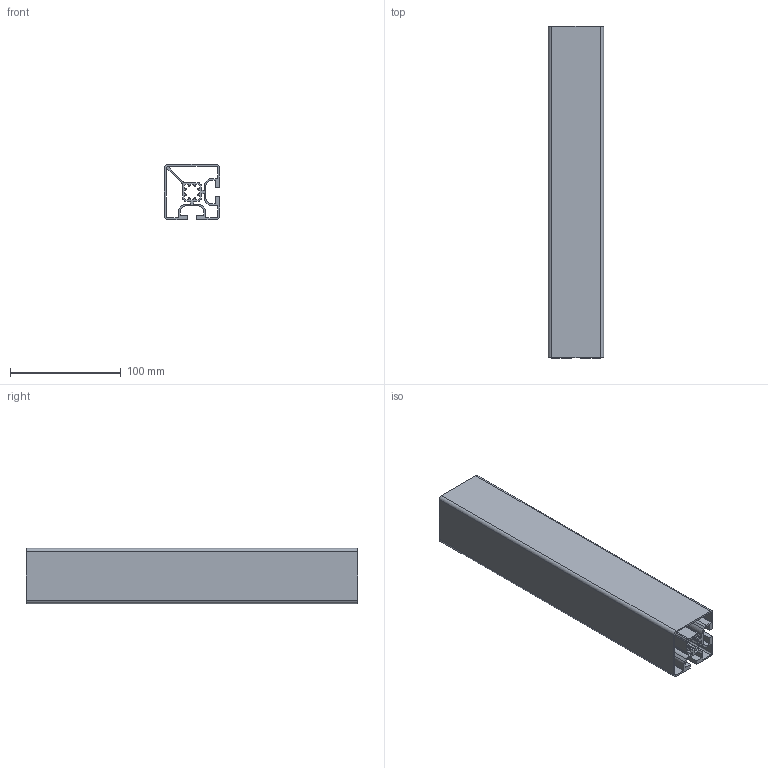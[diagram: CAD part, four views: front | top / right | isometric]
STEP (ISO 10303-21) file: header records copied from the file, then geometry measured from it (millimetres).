
FILE_DESCRIPTION (( 'STEP AP214' ), '1' );
FILE_NAME ('1728142071915.step', '2024-10-05T15:28:14', ( 'Windows User' ), ( '' ), 'SwSTEP 2.0', 'SolidWorks 2011', '' );
FILE_SCHEMA (( 'AUTOMOTIVE_DESIGN' ));
Length unit declared in the file: millimetre
Products named in the file (2): 1728142071915; 1.11.050050.22Lx300.00(1)
Assembly tree (1 placements, depth 2):
  1728142071915
    1.11.050050.22Lx300.00(1)
Bounding box: 50 x 300 x 50 mm (x, y, z)
Volume: 182666.3 mm3; surface area: 206708.3 mm2
Topology: 1 solids, 1 shells, 149 faces, 441 edges, 294 vertices
Faces by surface type: plane 84, cylinder 65
Entity records: 5087 total; most frequent: CARTESIAN_POINT 888, ORIENTED_EDGE 882, DIRECTION 877, EDGE_CURVE 441, LINE 311, VECTOR 311, VERTEX_POINT 294, AXIS2_PLACEMENT_3D 283
